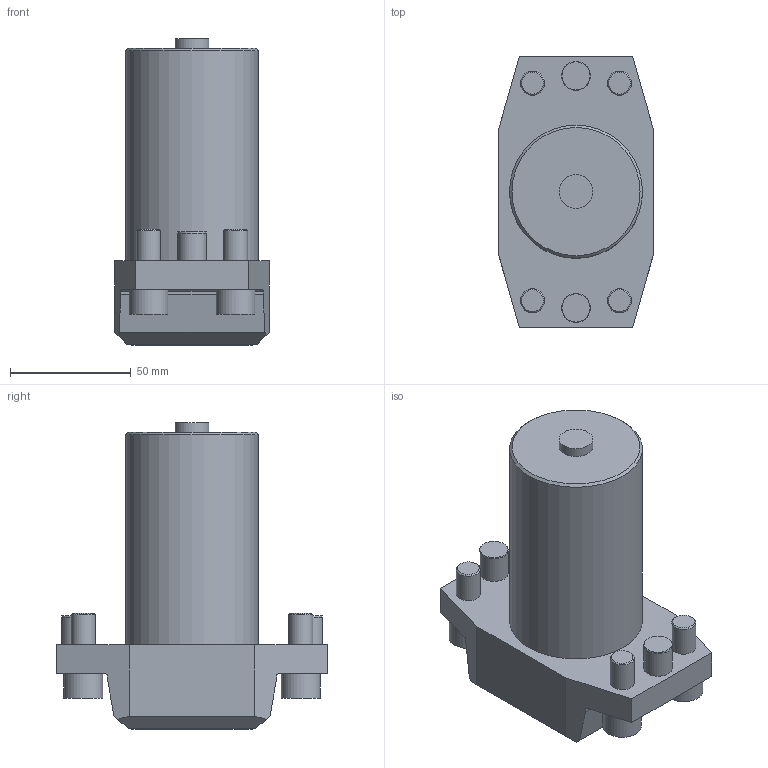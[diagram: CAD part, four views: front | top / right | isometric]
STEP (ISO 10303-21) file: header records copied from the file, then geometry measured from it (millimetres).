
FILE_DESCRIPTION(/* description */ (''),/* implementation_level */ '2;1');
FILE_NAME(/* name */ '1522872500940.stp',/* time_stamp */ '2018-04-04T22:11:20+02:00',/* author */ (''),/* organization */ ('SMS'),/* preprocessor_version */ 'ST-DEVELOPER v15',/* originating_system */ 'SIEMENS PLM Software NX 8.5',/* authorisation */ '');
FILE_SCHEMA (('AUTOMOTIVE_DESIGN { 1 0 10303 214 3 1 1 1 }'));
Length unit declared in the file: millimetre
Products named in the file (1): MOD000000000000000020083674600000
Bounding box: 64 x 112 x 127 mm (x, y, z)
Volume: 370222.4 mm3; surface area: 44761.5 mm2
Topology: 1 solids, 1 shells, 64 faces, 141 edges, 94 vertices
Faces by surface type: plane 35, cylinder 15, cone 14
Full cylindrical faces by diameter (mm): 3 x1, 10 x4, 11.912 x2, 14 x1, 16 x4, 55 x1
Entity records: 1713 total; most frequent: CARTESIAN_POINT 325, DIRECTION 298, ORIENTED_EDGE 226, AXIS2_PLACEMENT_3D 118, EDGE_CURVE 113, EDGE_LOOP 100, VERTEX_POINT 87, FACE_BOUND 64
